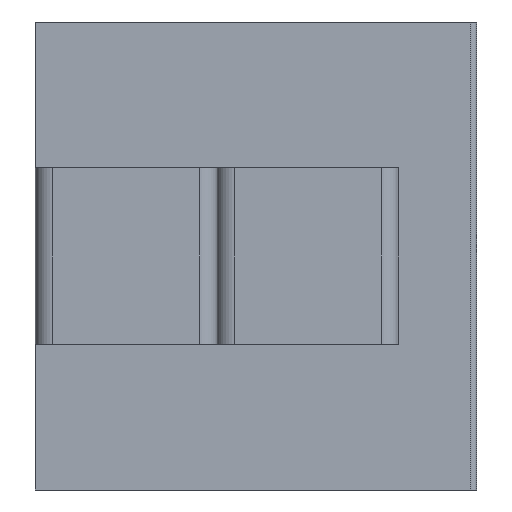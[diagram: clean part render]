
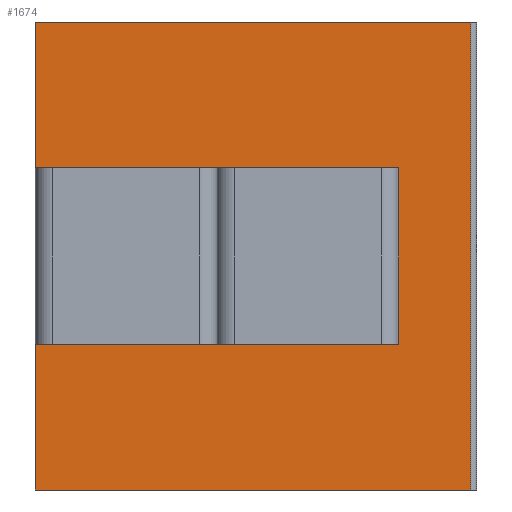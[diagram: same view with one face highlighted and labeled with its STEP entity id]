
A CAD part, left-side view. The second image highlights one B-rep face of the part: STEP entity #1674.
In plain terms, the highlighted planar face has unit normal (-1, 0, 0).
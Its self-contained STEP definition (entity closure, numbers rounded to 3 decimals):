
#56 = VECTOR ( 'NONE', #3153, 1000. ) ;
#67 = DIRECTION ( 'NONE',  ( 0., 0., -1. ) ) ;
#76 = CARTESIAN_POINT ( 'NONE',  ( -3.05, 0.068, 2.65 ) ) ;
#91 = ORIENTED_EDGE ( 'NONE', *, *, #1106, .T. ) ;
#214 = LINE ( 'NONE', #875, #1409 ) ;
#256 = CARTESIAN_POINT ( 'NONE',  ( -3.05, 0.882, -1. ) ) ;
#301 = EDGE_CURVE ( 'NONE', #1358, #3174, #1514, .T. ) ;
#335 = DIRECTION ( 'NONE',  ( 0., 0., -1. ) ) ;
#363 = LINE ( 'NONE', #2657, #1648 ) ;
#378 = DIRECTION ( 'NONE',  ( 0., 0., -1. ) ) ;
#480 = LINE ( 'NONE', #1487, #2384 ) ;
#504 = DIRECTION ( 'NONE',  ( 0., -1., 0. ) ) ;
#575 = ORIENTED_EDGE ( 'NONE', *, *, #301, .T. ) ;
#619 = DIRECTION ( 'NONE',  ( 0., 0., -1. ) ) ;
#643 = CARTESIAN_POINT ( 'NONE',  ( -3.05, 5., -1. ) ) ;
#675 = EDGE_LOOP ( 'NONE', ( #91, #1908, #3019, #2534, #3161, #575, #2103, #3117 ) ) ;
#780 = CARTESIAN_POINT ( 'NONE',  ( -3.05, 0.882, -1. ) ) ;
#833 = VECTOR ( 'NONE', #2102, 1000. ) ;
#875 = CARTESIAN_POINT ( 'NONE',  ( -3.05, 5., 2.65 ) ) ;
#1050 = DIRECTION ( 'NONE',  ( 0., 1., 0. ) ) ;
#1106 = EDGE_CURVE ( 'NONE', #1137, #2156, #1932, .T. ) ;
#1137 = VERTEX_POINT ( 'NONE', #1964 ) ;
#1140 = DIRECTION ( 'NONE',  ( 1., 0., 0. ) ) ;
#1256 = VERTEX_POINT ( 'NONE', #1489 ) ;
#1341 = VERTEX_POINT ( 'NONE', #3119 ) ;
#1345 = CARTESIAN_POINT ( 'NONE',  ( -3.05, 0.068, -2.65 ) ) ;
#1358 = VERTEX_POINT ( 'NONE', #2288 ) ;
#1364 = FACE_OUTER_BOUND ( 'NONE', #675, .T. ) ;
#1409 = VECTOR ( 'NONE', #67, 1000. ) ;
#1457 = EDGE_CURVE ( 'NONE', #1341, #2589, #363, .T. ) ;
#1472 = EDGE_CURVE ( 'NONE', #3006, #1358, #214, .T. ) ;
#1487 = CARTESIAN_POINT ( 'NONE',  ( -3.05, 0.882, 1. ) ) ;
#1489 = CARTESIAN_POINT ( 'NONE',  ( -3.05, 0.068, 2.65 ) ) ;
#1491 = VECTOR ( 'NONE', #619, 1000. ) ;
#1514 = LINE ( 'NONE', #1345, #833 ) ;
#1517 = EDGE_CURVE ( 'NONE', #1256, #3174, #2658, .T. ) ;
#1552 = DIRECTION ( 'NONE',  ( 0., -1., 0. ) ) ;
#1648 = VECTOR ( 'NONE', #335, 1000. ) ;
#1674 = ADVANCED_FACE ( 'NONE', ( #1364 ), #3207, .F. ) ;
#1679 = AXIS2_PLACEMENT_3D ( 'NONE', #2417, #1140, #378 ) ;
#1908 = ORIENTED_EDGE ( 'NONE', *, *, #2892, .T. ) ;
#1932 = LINE ( 'NONE', #2403, #56 ) ;
#1964 = CARTESIAN_POINT ( 'NONE',  ( -3.05, 5., 2.65 ) ) ;
#2102 = DIRECTION ( 'NONE',  ( 0., -1., 0. ) ) ;
#2103 = ORIENTED_EDGE ( 'NONE', *, *, #1517, .F. ) ;
#2156 = VERTEX_POINT ( 'NONE', #2679 ) ;
#2288 = CARTESIAN_POINT ( 'NONE',  ( -3.05, 5., -2.65 ) ) ;
#2354 = CARTESIAN_POINT ( 'NONE',  ( -3.05, 0.068, 2.65 ) ) ;
#2371 = VECTOR ( 'NONE', #1050, 1000. ) ;
#2384 = VECTOR ( 'NONE', #504, 1000. ) ;
#2403 = CARTESIAN_POINT ( 'NONE',  ( -3.05, 5., 2.65 ) ) ;
#2417 = CARTESIAN_POINT ( 'NONE',  ( -3.05, 0.068, 2.65 ) ) ;
#2437 = VECTOR ( 'NONE', #1552, 1000. ) ;
#2534 = ORIENTED_EDGE ( 'NONE', *, *, #2912, .T. ) ;
#2552 = EDGE_CURVE ( 'NONE', #1137, #1256, #3118, .T. ) ;
#2582 = LINE ( 'NONE', #256, #2371 ) ;
#2589 = VERTEX_POINT ( 'NONE', #780 ) ;
#2657 = CARTESIAN_POINT ( 'NONE',  ( -3.05, 0.882, -1. ) ) ;
#2658 = LINE ( 'NONE', #76, #1491 ) ;
#2679 = CARTESIAN_POINT ( 'NONE',  ( -3.05, 5., 1. ) ) ;
#2892 = EDGE_CURVE ( 'NONE', #2156, #1341, #480, .T. ) ;
#2912 = EDGE_CURVE ( 'NONE', #2589, #3006, #2582, .T. ) ;
#3006 = VERTEX_POINT ( 'NONE', #643 ) ;
#3019 = ORIENTED_EDGE ( 'NONE', *, *, #1457, .T. ) ;
#3117 = ORIENTED_EDGE ( 'NONE', *, *, #2552, .F. ) ;
#3118 = LINE ( 'NONE', #2354, #2437 ) ;
#3119 = CARTESIAN_POINT ( 'NONE',  ( -3.05, 0.882, 1. ) ) ;
#3153 = DIRECTION ( 'NONE',  ( 0., 0., -1. ) ) ;
#3161 = ORIENTED_EDGE ( 'NONE', *, *, #1472, .T. ) ;
#3174 = VERTEX_POINT ( 'NONE', #3216 ) ;
#3207 = PLANE ( 'NONE',  #1679 ) ;
#3216 = CARTESIAN_POINT ( 'NONE',  ( -3.05, 0.068, -2.65 ) ) ;
